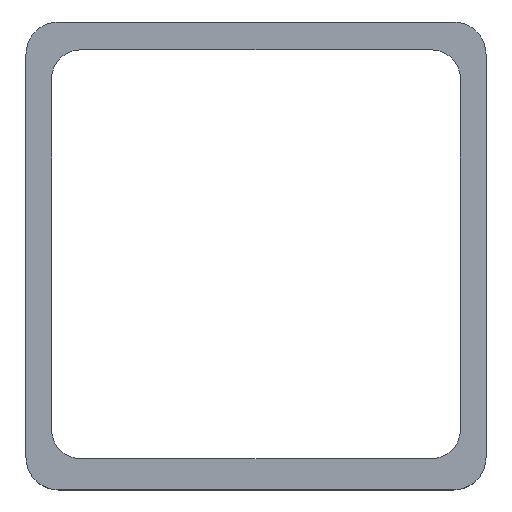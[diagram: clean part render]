
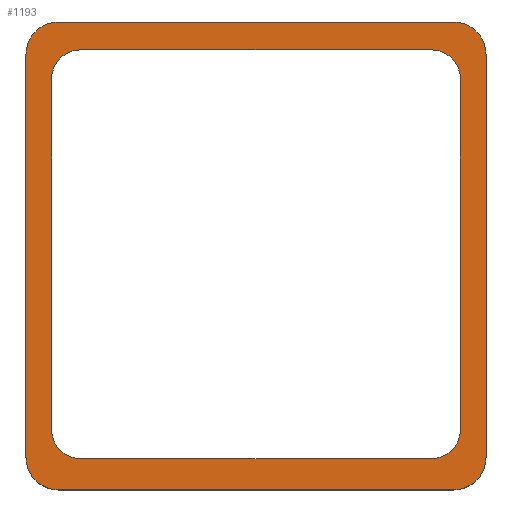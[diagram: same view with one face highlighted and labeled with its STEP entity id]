
A CAD part, top view. The second image highlights one B-rep face of the part: STEP entity #1193.
In plain terms, the highlighted planar face has unit normal (0, 0, 1).
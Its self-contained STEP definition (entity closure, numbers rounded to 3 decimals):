
#19=FACE_BOUND('',#159,.T.);
#44=PLANE('',#1286);
#93=FACE_OUTER_BOUND('',#158,.T.);
#158=EDGE_LOOP('',(#941,#942,#943,#944,#945,#946,#947,#948));
#159=EDGE_LOOP('',(#949,#950,#951,#952,#953,#954,#955,#956));
#252=LINE('',#1849,#373);
#269=LINE('',#1902,#390);
#270=LINE('',#1906,#391);
#271=LINE('',#1911,#392);
#272=LINE('',#1917,#393);
#273=LINE('',#1921,#394);
#274=LINE('',#1925,#395);
#275=LINE('',#1928,#396);
#373=VECTOR('',#1481,10.);
#390=VECTOR('',#1538,10.);
#391=VECTOR('',#1541,10.);
#392=VECTOR('',#1546,10.);
#393=VECTOR('',#1551,10.);
#394=VECTOR('',#1554,10.);
#395=VECTOR('',#1557,10.);
#396=VECTOR('',#1560,10.);
#469=CIRCLE('',#1287,2.9);
#470=CIRCLE('',#1288,2.9);
#471=CIRCLE('',#1289,2.9);
#472=CIRCLE('',#1290,2.9);
#473=CIRCLE('',#1291,2.6);
#474=CIRCLE('',#1292,2.6);
#475=CIRCLE('',#1293,2.6);
#476=CIRCLE('',#1294,2.6);
#549=VERTEX_POINT('',#1846);
#550=VERTEX_POINT('',#1848);
#565=VERTEX_POINT('',#1900);
#566=VERTEX_POINT('',#1901);
#567=VERTEX_POINT('',#1903);
#568=VERTEX_POINT('',#1905);
#569=VERTEX_POINT('',#1908);
#570=VERTEX_POINT('',#1910);
#571=VERTEX_POINT('',#1913);
#572=VERTEX_POINT('',#1914);
#573=VERTEX_POINT('',#1916);
#574=VERTEX_POINT('',#1918);
#575=VERTEX_POINT('',#1920);
#576=VERTEX_POINT('',#1922);
#577=VERTEX_POINT('',#1924);
#578=VERTEX_POINT('',#1926);
#687=EDGE_CURVE('',#549,#550,#252,.T.);
#712=EDGE_CURVE('',#565,#566,#269,.T.);
#713=EDGE_CURVE('',#565,#567,#469,.T.);
#714=EDGE_CURVE('',#568,#567,#270,.T.);
#715=EDGE_CURVE('',#568,#550,#470,.T.);
#716=EDGE_CURVE('',#549,#569,#471,.T.);
#717=EDGE_CURVE('',#570,#569,#271,.T.);
#718=EDGE_CURVE('',#570,#566,#472,.T.);
#719=EDGE_CURVE('',#571,#572,#473,.T.);
#720=EDGE_CURVE('',#572,#573,#272,.T.);
#721=EDGE_CURVE('',#573,#574,#474,.T.);
#722=EDGE_CURVE('',#574,#575,#273,.T.);
#723=EDGE_CURVE('',#575,#576,#475,.T.);
#724=EDGE_CURVE('',#576,#577,#274,.T.);
#725=EDGE_CURVE('',#577,#578,#476,.T.);
#726=EDGE_CURVE('',#578,#571,#275,.T.);
#941=ORIENTED_EDGE('',*,*,#712,.F.);
#942=ORIENTED_EDGE('',*,*,#713,.T.);
#943=ORIENTED_EDGE('',*,*,#714,.F.);
#944=ORIENTED_EDGE('',*,*,#715,.T.);
#945=ORIENTED_EDGE('',*,*,#687,.F.);
#946=ORIENTED_EDGE('',*,*,#716,.T.);
#947=ORIENTED_EDGE('',*,*,#717,.F.);
#948=ORIENTED_EDGE('',*,*,#718,.T.);
#949=ORIENTED_EDGE('',*,*,#719,.T.);
#950=ORIENTED_EDGE('',*,*,#720,.T.);
#951=ORIENTED_EDGE('',*,*,#721,.T.);
#952=ORIENTED_EDGE('',*,*,#722,.T.);
#953=ORIENTED_EDGE('',*,*,#723,.T.);
#954=ORIENTED_EDGE('',*,*,#724,.T.);
#955=ORIENTED_EDGE('',*,*,#725,.T.);
#956=ORIENTED_EDGE('',*,*,#726,.T.);
#1193=ADVANCED_FACE('',(#93,#19),#44,.T.);
#1286=AXIS2_PLACEMENT_3D('',#1899,#1536,#1537);
#1287=AXIS2_PLACEMENT_3D('',#1904,#1539,#1540);
#1288=AXIS2_PLACEMENT_3D('',#1907,#1542,#1543);
#1289=AXIS2_PLACEMENT_3D('',#1909,#1544,#1545);
#1290=AXIS2_PLACEMENT_3D('',#1912,#1547,#1548);
#1291=AXIS2_PLACEMENT_3D('',#1915,#1549,#1550);
#1292=AXIS2_PLACEMENT_3D('',#1919,#1552,#1553);
#1293=AXIS2_PLACEMENT_3D('',#1923,#1555,#1556);
#1294=AXIS2_PLACEMENT_3D('',#1927,#1558,#1559);
#1481=DIRECTION('',(0.,-1.,0.));
#1536=DIRECTION('center_axis',(0.,0.,1.));
#1537=DIRECTION('ref_axis',(1.,0.,0.));
#1538=DIRECTION('',(0.,1.,0.));
#1539=DIRECTION('center_axis',(0.,0.,1.));
#1540=DIRECTION('ref_axis',(-1.,0.,0.));
#1541=DIRECTION('',(-1.,0.,0.));
#1542=DIRECTION('center_axis',(0.,0.,1.));
#1543=DIRECTION('ref_axis',(0.,-1.,0.));
#1544=DIRECTION('center_axis',(0.,0.,1.));
#1545=DIRECTION('ref_axis',(1.,0.,0.));
#1546=DIRECTION('',(1.,0.,0.));
#1547=DIRECTION('center_axis',(0.,0.,1.));
#1548=DIRECTION('ref_axis',(0.,1.,0.));
#1549=DIRECTION('center_axis',(0.,0.,-1.));
#1550=DIRECTION('ref_axis',(0.,1.,0.));
#1551=DIRECTION('',(1.,0.,0.));
#1552=DIRECTION('center_axis',(0.,0.,-1.));
#1553=DIRECTION('ref_axis',(1.,0.,0.));
#1554=DIRECTION('',(0.,-1.,0.));
#1555=DIRECTION('center_axis',(0.,0.,-1.));
#1556=DIRECTION('ref_axis',(0.,-1.,0.));
#1557=DIRECTION('',(-1.,0.,0.));
#1558=DIRECTION('center_axis',(0.,0.,-1.));
#1559=DIRECTION('ref_axis',(-1.,0.,0.));
#1560=DIRECTION('',(0.,1.,0.));
#1846=CARTESIAN_POINT('',(20.65,17.95,1.3));
#1848=CARTESIAN_POINT('',(20.65,-18.25,1.3));
#1849=CARTESIAN_POINT('',(20.65,17.95,1.3));
#1899=CARTESIAN_POINT('Origin',(0.,-0.15,
1.3));
#1900=CARTESIAN_POINT('',(-20.65,-18.25,1.3));
#1901=CARTESIAN_POINT('',(-20.65,17.95,1.3));
#1902=CARTESIAN_POINT('',(-20.65,-18.25,1.3));
#1903=CARTESIAN_POINT('',(-17.75,-21.15,1.3));
#1904=CARTESIAN_POINT('Origin',(-17.75,-18.25,1.3));
#1905=CARTESIAN_POINT('',(17.75,-21.15,1.3));
#1906=CARTESIAN_POINT('',(17.75,-21.15,1.3));
#1907=CARTESIAN_POINT('Origin',(17.75,-18.25,1.3));
#1908=CARTESIAN_POINT('',(17.75,20.85,1.3));
#1909=CARTESIAN_POINT('Origin',(17.75,17.95,1.3));
#1910=CARTESIAN_POINT('',(-17.75,20.85,1.3));
#1911=CARTESIAN_POINT('',(-17.75,20.85,1.3));
#1912=CARTESIAN_POINT('Origin',(-17.75,17.95,1.3));
#1913=CARTESIAN_POINT('',(-18.35,15.75,1.3));
#1914=CARTESIAN_POINT('',(-15.75,18.35,1.3));
#1915=CARTESIAN_POINT('Origin',(-15.75,15.75,1.3));
#1916=CARTESIAN_POINT('',(15.75,18.35,1.3));
#1917=CARTESIAN_POINT('',(-15.75,18.35,1.3));
#1918=CARTESIAN_POINT('',(18.35,15.75,1.3));
#1919=CARTESIAN_POINT('Origin',(15.75,15.75,1.3));
#1920=CARTESIAN_POINT('',(18.35,-15.75,1.3));
#1921=CARTESIAN_POINT('',(18.35,15.75,1.3));
#1922=CARTESIAN_POINT('',(15.75,-18.35,1.3));
#1923=CARTESIAN_POINT('Origin',(15.75,-15.75,1.3));
#1924=CARTESIAN_POINT('',(-15.75,-18.35,1.3));
#1925=CARTESIAN_POINT('',(15.75,-18.35,1.3));
#1926=CARTESIAN_POINT('',(-18.35,-15.75,1.3));
#1927=CARTESIAN_POINT('Origin',(-15.75,-15.75,1.3));
#1928=CARTESIAN_POINT('',(-18.35,-15.75,1.3));
